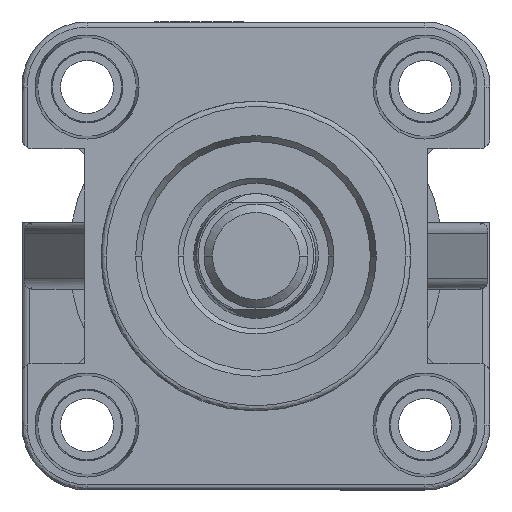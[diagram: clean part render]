
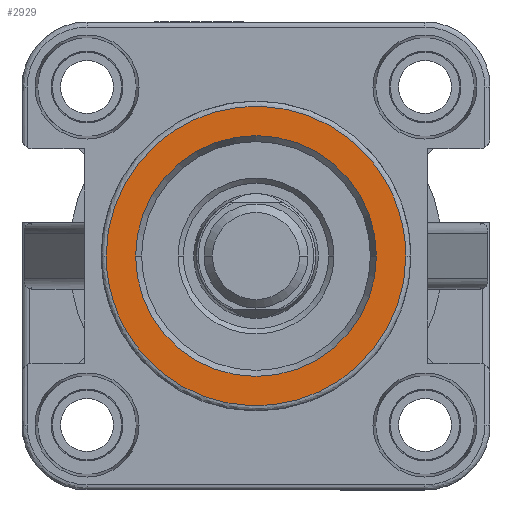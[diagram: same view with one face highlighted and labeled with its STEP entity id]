
A CAD part, left-side view. The second image highlights one B-rep face of the part: STEP entity #2929.
In plain terms, the highlighted planar face has unit normal (-1, 0, 0).
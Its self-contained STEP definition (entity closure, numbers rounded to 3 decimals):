
#3 = CARTESIAN_POINT ( 'NONE',  ( 0., 0., -11.577 ) ) ;
#527 = CARTESIAN_POINT ( 'NONE',  ( 0., -28.8, -14.4 ) ) ;
#590 = CARTESIAN_POINT ( 'NONE',  ( 0., 0., -14.4 ) ) ;
#1376 = PLANE ( 'NONE',  #6888 ) ;
#1625 = FACE_BOUND ( 'NONE', #4213, .T. ) ;
#2014 = EDGE_CURVE ( 'NONE', #11464, #5609, #9442, .T. ) ;
#2316 = VERTEX_POINT ( 'NONE', #13626 ) ;
#2572 = CARTESIAN_POINT ( 'NONE',  ( 0., 0., 0. ) ) ;
#2717 =( BOUNDED_CURVE ( )  B_SPLINE_CURVE ( 3, ( #6127, #10222, #527, #590 ),
 .UNSPECIFIED., .F., .F. ) 
 B_SPLINE_CURVE_WITH_KNOTS ( ( 4, 4 ),
 ( 0., 1. ),
 .UNSPECIFIED. ) 
 CURVE ( )  GEOMETRIC_REPRESENTATION_ITEM ( )  RATIONAL_B_SPLINE_CURVE ( ( 1., 0.333, 0.333, 1. ) ) 
 REPRESENTATION_ITEM ( '' )  );
#2929 = ADVANCED_FACE ( 'NONE', ( #1625, #11871 ), #1376, .F. ) ;
#3166 = CARTESIAN_POINT ( 'NONE',  ( 0., 0., 0. ) ) ;
#3292 = ORIENTED_EDGE ( 'NONE', *, *, #5088, .F. ) ;
#3766 = VERTEX_POINT ( 'NONE', #3 ) ;
#4133 = ORIENTED_EDGE ( 'NONE', *, *, #11656, .F. ) ;
#4170 = CARTESIAN_POINT ( 'NONE',  ( 0., 28.8, -14.4 ) ) ;
#4213 = EDGE_LOOP ( 'NONE', ( #16980, #3292 ) ) ;
#4474 = DIRECTION ( 'NONE',  ( 0., 0., 1. ) ) ;
#5088 = EDGE_CURVE ( 'NONE', #3766, #2316, #14179, .T. ) ;
#5476 = CARTESIAN_POINT ( 'NONE',  ( 0., 0., -14.4 ) ) ;
#5531 = CARTESIAN_POINT ( 'NONE',  ( 0., 28.8, 14.4 ) ) ;
#5609 = VERTEX_POINT ( 'NONE', #8699 ) ;
#6127 = CARTESIAN_POINT ( 'NONE',  ( 0., 0., 14.4 ) ) ;
#6888 = AXIS2_PLACEMENT_3D ( 'NONE', #12598, #12404, #13870 ) ;
#8079 = DIRECTION ( 'NONE',  ( -1., 0., 0. ) ) ;
#8646 = EDGE_CURVE ( 'NONE', #2316, #3766, #14657, .T. ) ;
#8699 = CARTESIAN_POINT ( 'NONE',  ( 0., 0., 14.4 ) ) ;
#9442 =( BOUNDED_CURVE ( )  B_SPLINE_CURVE ( 3, ( #13644, #4170, #5531, #16718 ),
 .UNSPECIFIED., .F., .T. ) 
 B_SPLINE_CURVE_WITH_KNOTS ( ( 4, 4 ),
 ( 0., 1. ),
 .UNSPECIFIED. ) 
 CURVE ( )  GEOMETRIC_REPRESENTATION_ITEM ( )  RATIONAL_B_SPLINE_CURVE ( ( 1., 0.333, 0.333, 1. ) ) 
 REPRESENTATION_ITEM ( '' )  );
#10148 = ORIENTED_EDGE ( 'NONE', *, *, #2014, .F. ) ;
#10222 = CARTESIAN_POINT ( 'NONE',  ( 0., -28.8, 14.4 ) ) ;
#11464 = VERTEX_POINT ( 'NONE', #5476 ) ;
#11656 = EDGE_CURVE ( 'NONE', #5609, #11464, #2717, .T. ) ;
#11755 = AXIS2_PLACEMENT_3D ( 'NONE', #3166, #16765, #4474 ) ;
#11871 = FACE_OUTER_BOUND ( 'NONE', #12634, .T. ) ;
#12288 = DIRECTION ( 'NONE',  ( 0., 0., 1. ) ) ;
#12404 = DIRECTION ( 'NONE',  ( 1., 0., 0. ) ) ;
#12598 = CARTESIAN_POINT ( 'NONE',  ( 0., 11., 0. ) ) ;
#12634 = EDGE_LOOP ( 'NONE', ( #10148, #4133 ) ) ;
#13626 = CARTESIAN_POINT ( 'NONE',  ( 0., 0., 11.577 ) ) ;
#13644 = CARTESIAN_POINT ( 'NONE',  ( 0., 0., -14.4 ) ) ;
#13870 = DIRECTION ( 'NONE',  ( 0., 0., -1. ) ) ;
#14179 = CIRCLE ( 'NONE', #11755, 11.577 ) ;
#14340 = AXIS2_PLACEMENT_3D ( 'NONE', #2572, #8079, #12288 ) ;
#14657 = CIRCLE ( 'NONE', #14340, 11.577 ) ;
#16718 = CARTESIAN_POINT ( 'NONE',  ( 0., 0., 14.4 ) ) ;
#16765 = DIRECTION ( 'NONE',  ( -1., 0., 0. ) ) ;
#16980 = ORIENTED_EDGE ( 'NONE', *, *, #8646, .F. ) ;
